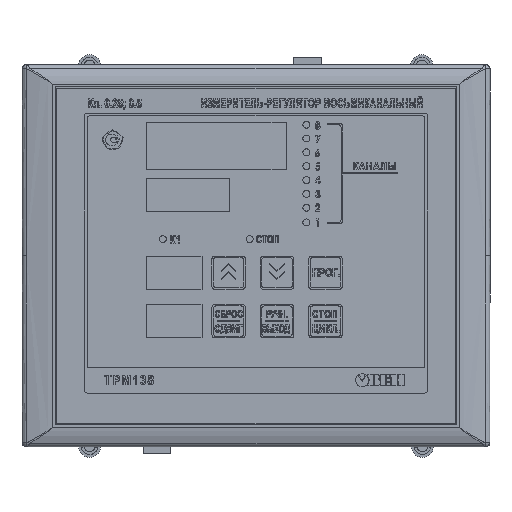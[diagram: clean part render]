
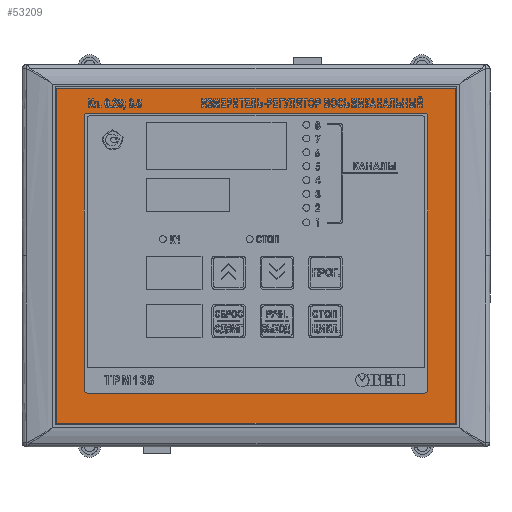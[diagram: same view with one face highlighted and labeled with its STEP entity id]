
A CAD part, top view. The second image highlights one B-rep face of the part: STEP entity #53209.
In plain terms, the highlighted planar face has unit normal (0, 0, 1).
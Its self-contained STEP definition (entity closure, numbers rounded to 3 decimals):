
#723 = LINE ( 'NONE', #16368, #44661 ) ;
#2413 = EDGE_CURVE ( 'NONE', #25365, #11652, #723, .T. ) ;
#3450 = DIRECTION ( 'NONE',  ( 0., 0., 1. ) ) ;
#3677 = VECTOR ( 'NONE', #6597, 1000. ) ;
#5312 = VERTEX_POINT ( 'NONE', #100166 ) ;
#5795 = LINE ( 'NONE', #71120, #26363 ) ;
#6567 = CARTESIAN_POINT ( 'NONE',  ( 134.062, 111., 0. ) ) ;
#6597 = DIRECTION ( 'NONE',  ( -1., 0., 0. ) ) ;
#7383 = ORIENTED_EDGE ( 'NONE', *, *, #51854, .F. ) ;
#9567 = DIRECTION ( 'NONE',  ( 0., 0., -1. ) ) ;
#9772 = DIRECTION ( 'NONE',  ( 1., 0., 0. ) ) ;
#11652 = VERTEX_POINT ( 'NONE', #109955 ) ;
#12682 = EDGE_CURVE ( 'NONE', #87024, #22023, #81870, .T. ) ;
#14310 = CARTESIAN_POINT ( 'NONE',  ( 144., 0., 0. ) ) ;
#14632 = VECTOR ( 'NONE', #112316, 1000. ) ;
#15334 = AXIS2_PLACEMENT_3D ( 'NONE', #37640, #99053, #46446 ) ;
#16368 = CARTESIAN_POINT ( 'NONE',  ( 11., 112.062, 0. ) ) ;
#16973 = CARTESIAN_POINT ( 'NONE',  ( 144., 0., 0. ) ) ;
#18205 = LINE ( 'NONE', #14310, #62144 ) ;
#18948 = CIRCLE ( 'NONE', #85291, 1.062 ) ;
#19367 = ORIENTED_EDGE ( 'NONE', *, *, #19824, .F. ) ;
#19824 = EDGE_CURVE ( 'NONE', #104208, #92654, #18948, .T. ) ;
#20769 = CARTESIAN_POINT ( 'NONE',  ( 11., 10.938, 0. ) ) ;
#22023 = VERTEX_POINT ( 'NONE', #52140 ) ;
#23053 = AXIS2_PLACEMENT_3D ( 'NONE', #55975, #3450, #64871 ) ;
#23070 = DIRECTION ( 'NONE',  ( 0., 1., 0. ) ) ;
#23892 = EDGE_LOOP ( 'NONE', ( #70535, #78592, #80694, #43148 ) ) ;
#25365 = VERTEX_POINT ( 'NONE', #33245 ) ;
#26020 = CARTESIAN_POINT ( 'NONE',  ( 134.062, 12., 0. ) ) ;
#26047 = VERTEX_POINT ( 'NONE', #20769 ) ;
#26363 = VECTOR ( 'NONE', #9772, 1000. ) ;
#30120 = VECTOR ( 'NONE', #76355, 1000. ) ;
#31224 = CARTESIAN_POINT ( 'NONE',  ( 133., 12., 0. ) ) ;
#33245 = CARTESIAN_POINT ( 'NONE',  ( 133., 112.062, 0. ) ) ;
#36949 = FACE_OUTER_BOUND ( 'NONE', #23892, .T. ) ;
#37640 = CARTESIAN_POINT ( 'NONE',  ( 133., 111., 0. ) ) ;
#40053 = DIRECTION ( 'NONE',  ( 1., 0., 0. ) ) ;
#41297 = LINE ( 'NONE', #74903, #108663 ) ;
#43148 = ORIENTED_EDGE ( 'NONE', *, *, #97158, .T. ) ;
#44139 = EDGE_LOOP ( 'NONE', ( #7383, #101878, #19367, #45212, #106019, #96578, #73707, #112486 ) ) ;
#44661 = VECTOR ( 'NONE', #86601, 1000. ) ;
#45212 = ORIENTED_EDGE ( 'NONE', *, *, #48907, .F. ) ;
#46446 = DIRECTION ( 'NONE',  ( 1., 0., 0. ) ) ;
#47916 = CARTESIAN_POINT ( 'NONE',  ( 133., 10.938, 0. ) ) ;
#48261 = EDGE_CURVE ( 'NONE', #77120, #69738, #18205, .T. ) ;
#48907 = EDGE_CURVE ( 'NONE', #26047, #104208, #77976, .T. ) ;
#49718 = CARTESIAN_POINT ( 'NONE',  ( 11., 111., 0. ) ) ;
#50814 = CARTESIAN_POINT ( 'NONE',  ( 9.938, 111., 0. ) ) ;
#51520 = CARTESIAN_POINT ( 'NONE',  ( 0., 0., 0. ) ) ;
#51854 = EDGE_CURVE ( 'NONE', #71781, #25365, #75793, .T. ) ;
#51875 = VECTOR ( 'NONE', #56851, 1000. ) ;
#52140 = CARTESIAN_POINT ( 'NONE',  ( 9.938, 12., 0. ) ) ;
#53209 = ADVANCED_FACE ( 'NONE', ( #36949, #107077 ), #79373, .F. ) ;
#53512 = EDGE_CURVE ( 'NONE', #11652, #87024, #75261, .T. ) ;
#55975 = CARTESIAN_POINT ( 'NONE',  ( 11., 12., 0. ) ) ;
#56191 = LINE ( 'NONE', #6567, #30120 ) ;
#56851 = DIRECTION ( 'NONE',  ( 1., 0., 0. ) ) ;
#57548 = CIRCLE ( 'NONE', #23053, 1.062 ) ;
#58539 = DIRECTION ( 'NONE',  ( -1., 0., 0. ) ) ;
#58737 = CARTESIAN_POINT ( 'NONE',  ( 0., 121., 0. ) ) ;
#62103 = CARTESIAN_POINT ( 'NONE',  ( 0., 121., 0. ) ) ;
#62144 = VECTOR ( 'NONE', #23070, 1000. ) ;
#64432 = EDGE_CURVE ( 'NONE', #68939, #77120, #5795, .T. ) ;
#64747 = AXIS2_PLACEMENT_3D ( 'NONE', #49718, #111201, #58539 ) ;
#64871 = DIRECTION ( 'NONE',  ( 1., 0., 0. ) ) ;
#65917 = CARTESIAN_POINT ( 'NONE',  ( 9.938, 111., 0. ) ) ;
#68939 = VERTEX_POINT ( 'NONE', #51520 ) ;
#69738 = VERTEX_POINT ( 'NONE', #104263 ) ;
#70535 = ORIENTED_EDGE ( 'NONE', *, *, #103771, .T. ) ;
#70916 = DIRECTION ( 'NONE',  ( -1., 0., 0. ) ) ;
#71120 = CARTESIAN_POINT ( 'NONE',  ( 0., 0., 0. ) ) ;
#71781 = VERTEX_POINT ( 'NONE', #92585 ) ;
#73707 = ORIENTED_EDGE ( 'NONE', *, *, #53512, .F. ) ;
#74903 = CARTESIAN_POINT ( 'NONE',  ( 0., 0., 0. ) ) ;
#75261 = CIRCLE ( 'NONE', #64747, 1.062 ) ;
#75793 = CIRCLE ( 'NONE', #15334, 1.062 ) ;
#76355 = DIRECTION ( 'NONE',  ( 0., 1., 0. ) ) ;
#77120 = VERTEX_POINT ( 'NONE', #16973 ) ;
#77976 = LINE ( 'NONE', #91813, #51875 ) ;
#78592 = ORIENTED_EDGE ( 'NONE', *, *, #64432, .T. ) ;
#79373 = PLANE ( 'NONE',  #110345 ) ;
#80694 = ORIENTED_EDGE ( 'NONE', *, *, #48261, .T. ) ;
#81870 = LINE ( 'NONE', #50814, #14632 ) ;
#83749 = DIRECTION ( 'NONE',  ( 0., -1., 0. ) ) ;
#85291 = AXIS2_PLACEMENT_3D ( 'NONE', #31224, #92631, #40053 ) ;
#86601 = DIRECTION ( 'NONE',  ( -1., 0., 0. ) ) ;
#87024 = VERTEX_POINT ( 'NONE', #65917 ) ;
#91813 = CARTESIAN_POINT ( 'NONE',  ( 11., 10.938, 0. ) ) ;
#92585 = CARTESIAN_POINT ( 'NONE',  ( 134.062, 111., 0. ) ) ;
#92631 = DIRECTION ( 'NONE',  ( 0., 0., 1. ) ) ;
#92654 = VERTEX_POINT ( 'NONE', #26020 ) ;
#94172 = EDGE_CURVE ( 'NONE', #22023, #26047, #57548, .T. ) ;
#96578 = ORIENTED_EDGE ( 'NONE', *, *, #12682, .F. ) ;
#97092 = LINE ( 'NONE', #58737, #3677 ) ;
#97158 = EDGE_CURVE ( 'NONE', #69738, #5312, #97092, .T. ) ;
#99053 = DIRECTION ( 'NONE',  ( 0., 0., 1. ) ) ;
#100166 = CARTESIAN_POINT ( 'NONE',  ( 0., 121., 0. ) ) ;
#101878 = ORIENTED_EDGE ( 'NONE', *, *, #108949, .F. ) ;
#103771 = EDGE_CURVE ( 'NONE', #5312, #68939, #41297, .T. ) ;
#104208 = VERTEX_POINT ( 'NONE', #47916 ) ;
#104263 = CARTESIAN_POINT ( 'NONE',  ( 144., 121., 0. ) ) ;
#106019 = ORIENTED_EDGE ( 'NONE', *, *, #94172, .F. ) ;
#107077 = FACE_BOUND ( 'NONE', #44139, .T. ) ;
#108663 = VECTOR ( 'NONE', #83749, 1000. ) ;
#108949 = EDGE_CURVE ( 'NONE', #92654, #71781, #56191, .T. ) ;
#109955 = CARTESIAN_POINT ( 'NONE',  ( 11., 112.062, 0. ) ) ;
#110345 = AXIS2_PLACEMENT_3D ( 'NONE', #62103, #9567, #70916 ) ;
#111201 = DIRECTION ( 'NONE',  ( 0., 0., 1. ) ) ;
#112316 = DIRECTION ( 'NONE',  ( 0., -1., 0. ) ) ;
#112486 = ORIENTED_EDGE ( 'NONE', *, *, #2413, .F. ) ;
